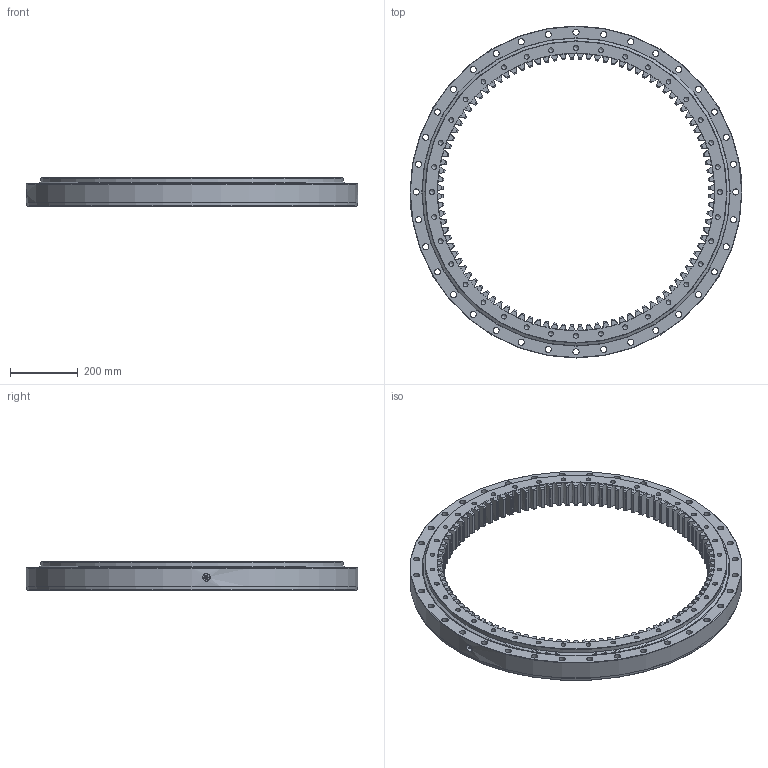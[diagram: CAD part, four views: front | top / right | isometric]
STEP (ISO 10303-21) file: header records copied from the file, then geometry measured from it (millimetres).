
FILE_DESCRIPTION (( 'STEP AP214' ), '1' );
FILE_NAME ('I.980.25.00.D.3.STEP', '2020-05-13T10:02:11', ( '' ), ( '' ), 'SwSTEP 2.0', 'SolidWorks 2016', '' );
FILE_SCHEMA (( 'AUTOMOTIVE_DESIGN' ));
Length unit declared in the file: millimetre
Products named in the file (7): Ball D25; Grease nipple M10x1mm; B.980.B25B.A3N.1 - IR; I.980.25.00.D.3; B.980.B25B.A3N.1 - IR Seal; B.980.B25B.A3N.1 - OR Seal; B.980.B25B.A3N.1 - OR
Assembly tree (102 placements, depth 2):
  I.980.25.00.D.3
    B.980.B25B.A3N.1 - IR
    B.980.B25B.A3N.1 - OR
    Ball D25  x96
    B.980.B25B.A3N.1 - IR Seal
    B.980.B25B.A3N.1 - OR Seal
    Grease nipple M10x1mm  x2
Bounding box: 980 x 980 x 84 mm (x, y, z)
Volume: 16272999.3 mm3; surface area: 2154244.2 mm2
Topology: 102 solids, 102 shells, 1418 faces, 4105 edges, 2710 vertices
Faces by surface type: cone 378, plane 337, bspline 300, cylinder 294, sphere 96, torus 13
Full cylindrical faces by diameter (mm): 3 x2, 5 x2, 9 x2, 10 x2, 14 x36, 18 x36, 22 x2, 878 x2, 889 x1, 892 x4, 895 x1, 906 x2, 975 x1, 980 x1
Entity records: 48104 total; most frequent: CARTESIAN_POINT 16197, ORIENTED_EDGE 7124, DIRECTION 5252, EDGE_CURVE 3562, VERTEX_POINT 2440, AXIS2_PLACEMENT_3D 2023, EDGE_LOOP 1544, B_SPLINE_CURVE_WITH_KNOTS 1434
